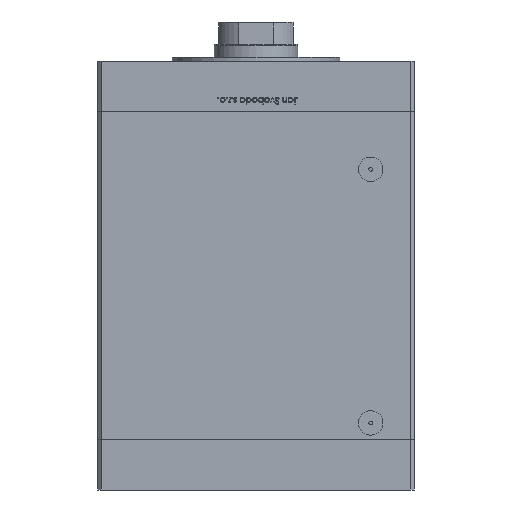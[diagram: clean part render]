
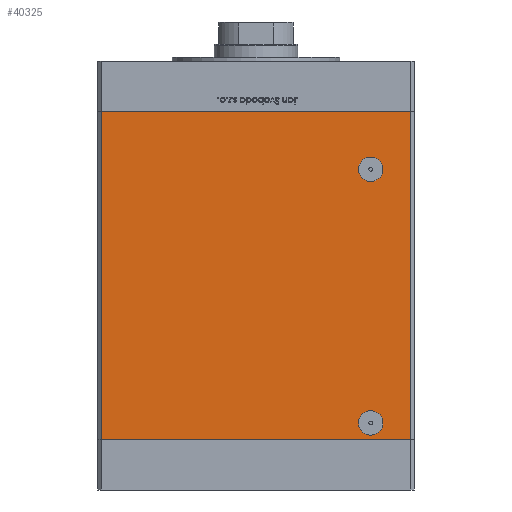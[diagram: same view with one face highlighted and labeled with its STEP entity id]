
A CAD part, front view. The second image highlights one B-rep face of the part: STEP entity #40325.
In plain terms, the highlighted planar face has unit normal (0, -1, 0).
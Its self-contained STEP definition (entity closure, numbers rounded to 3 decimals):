
#234 = AXIS2_PLACEMENT_3D ( 'NONE', #36847, #28446, #44501 ) ;
#461 = CARTESIAN_POINT ( 'NONE',  ( 61.5, -72.5, 138.42 ) ) ;
#1234 = DIRECTION ( 'NONE',  ( 0., 0., -1. ) ) ;
#1615 = DIRECTION ( 'NONE',  ( 0., -1., 0. ) ) ;
#1839 = ORIENTED_EDGE ( 'NONE', *, *, #50683, .F. ) ;
#4610 = DIRECTION ( 'NONE',  ( 0., 1., 0. ) ) ;
#5345 = EDGE_CURVE ( 'NONE', #28692, #46639, #32261, .T. ) ;
#5605 = VECTOR ( 'NONE', #41816, 1000. ) ;
#7461 = DIRECTION ( 'NONE',  ( 0., 1., 0. ) ) ;
#8026 = DIRECTION ( 'NONE',  ( 0., 0., -1. ) ) ;
#8451 = ORIENTED_EDGE ( 'NONE', *, *, #46877, .T. ) ;
#13515 = DIRECTION ( 'NONE',  ( 0., 0., -1. ) ) ;
#14210 = CARTESIAN_POINT ( 'NONE',  ( 61.5, -72.5, 2.42 ) ) ;
#14299 = CIRCLE ( 'NONE', #26974, 6.58 ) ;
#15870 = EDGE_LOOP ( 'NONE', ( #42936, #1839, #27499, #8451 ) ) ;
#16547 = CARTESIAN_POINT ( 'NONE',  ( 83., -72.5, 176. ) ) ;
#19591 = FACE_BOUND ( 'NONE', #35499, .T. ) ;
#19843 = PLANE ( 'NONE',  #45336 ) ;
#20229 = CARTESIAN_POINT ( 'NONE',  ( -83., -72.5, 176. ) ) ;
#20656 = VERTEX_POINT ( 'NONE', #16547 ) ;
#20870 = CARTESIAN_POINT ( 'NONE',  ( 61.5, -72.5, 9. ) ) ;
#21010 = ORIENTED_EDGE ( 'NONE', *, *, #30242, .F. ) ;
#21069 = VECTOR ( 'NONE', #1234, 1000. ) ;
#21406 = DIRECTION ( 'NONE',  ( 0., 1., 0. ) ) ;
#21642 = DIRECTION ( 'NONE',  ( 1., 0., 0. ) ) ;
#23526 = CARTESIAN_POINT ( 'NONE',  ( -83., -72.5, 0. ) ) ;
#24852 = CARTESIAN_POINT ( 'NONE',  ( 61.5, -72.5, 145. ) ) ;
#25622 = DIRECTION ( 'NONE',  ( 0., 0., -1. ) ) ;
#26649 = CARTESIAN_POINT ( 'NONE',  ( 61.5, -72.5, 15.58 ) ) ;
#26807 = ORIENTED_EDGE ( 'NONE', *, *, #31186, .T. ) ;
#26974 = AXIS2_PLACEMENT_3D ( 'NONE', #24852, #21406, #40913 ) ;
#27499 = ORIENTED_EDGE ( 'NONE', *, *, #28673, .F. ) ;
#28446 = DIRECTION ( 'NONE',  ( 0., -1., 0. ) ) ;
#28673 = EDGE_CURVE ( 'NONE', #38547, #20656, #46136, .T. ) ;
#28692 = VERTEX_POINT ( 'NONE', #26649 ) ;
#29088 = CARTESIAN_POINT ( 'NONE',  ( -83., -72.5, 176. ) ) ;
#29279 = VECTOR ( 'NONE', #21642, 1000. ) ;
#30242 = EDGE_CURVE ( 'NONE', #46639, #28692, #35224, .T. ) ;
#30699 = VERTEX_POINT ( 'NONE', #51343 ) ;
#30957 = FACE_BOUND ( 'NONE', #43959, .T. ) ;
#31073 = EDGE_CURVE ( 'NONE', #37886, #34529, #46543, .T. ) ;
#31186 = EDGE_CURVE ( 'NONE', #41036, #30699, #35085, .T. ) ;
#31385 = ORIENTED_EDGE ( 'NONE', *, *, #44748, .T. ) ;
#32261 = CIRCLE ( 'NONE', #234, 6.58 ) ;
#32295 = CARTESIAN_POINT ( 'NONE',  ( 61.5, -72.5, 145. ) ) ;
#32635 = CARTESIAN_POINT ( 'NONE',  ( 83., -72.5, 0. ) ) ;
#34089 = LINE ( 'NONE', #45409, #38868 ) ;
#34529 = VERTEX_POINT ( 'NONE', #32635 ) ;
#35085 = CIRCLE ( 'NONE', #48529, 6.58 ) ;
#35224 = CIRCLE ( 'NONE', #36031, 6.58 ) ;
#35499 = EDGE_LOOP ( 'NONE', ( #26807, #31385 ) ) ;
#36031 = AXIS2_PLACEMENT_3D ( 'NONE', #20870, #1615, #25622 ) ;
#36726 = ORIENTED_EDGE ( 'NONE', *, *, #5345, .F. ) ;
#36847 = CARTESIAN_POINT ( 'NONE',  ( 61.5, -72.5, 9. ) ) ;
#37592 = CARTESIAN_POINT ( 'NONE',  ( -83., -72.5, 0. ) ) ;
#37886 = VERTEX_POINT ( 'NONE', #23526 ) ;
#38547 = VERTEX_POINT ( 'NONE', #29088 ) ;
#38868 = VECTOR ( 'NONE', #13515, 1000. ) ;
#39876 = FACE_OUTER_BOUND ( 'NONE', #15870, .T. ) ;
#40325 = ADVANCED_FACE ( 'NONE', ( #30957, #39876, #19591 ), #19843, .F. ) ;
#40913 = DIRECTION ( 'NONE',  ( 0., 0., -1. ) ) ;
#41036 = VERTEX_POINT ( 'NONE', #461 ) ;
#41816 = DIRECTION ( 'NONE',  ( 1., 0., 0. ) ) ;
#42809 = DIRECTION ( 'NONE',  ( 0., 0., 1. ) ) ;
#42936 = ORIENTED_EDGE ( 'NONE', *, *, #31073, .T. ) ;
#43959 = EDGE_LOOP ( 'NONE', ( #21010, #36726 ) ) ;
#44501 = DIRECTION ( 'NONE',  ( 0., 0., -1. ) ) ;
#44748 = EDGE_CURVE ( 'NONE', #30699, #41036, #14299, .T. ) ;
#45336 = AXIS2_PLACEMENT_3D ( 'NONE', #51229, #7461, #42809 ) ;
#45409 = CARTESIAN_POINT ( 'NONE',  ( 83., -72.5, 176. ) ) ;
#46136 = LINE ( 'NONE', #50360, #29279 ) ;
#46543 = LINE ( 'NONE', #37592, #5605 ) ;
#46639 = VERTEX_POINT ( 'NONE', #14210 ) ;
#46877 = EDGE_CURVE ( 'NONE', #38547, #37886, #48428, .T. ) ;
#48428 = LINE ( 'NONE', #20229, #21069 ) ;
#48529 = AXIS2_PLACEMENT_3D ( 'NONE', #32295, #4610, #8026 ) ;
#50360 = CARTESIAN_POINT ( 'NONE',  ( -83., -72.5, 176. ) ) ;
#50683 = EDGE_CURVE ( 'NONE', #20656, #34529, #34089, .T. ) ;
#51229 = CARTESIAN_POINT ( 'NONE',  ( -83., -72.5, 176. ) ) ;
#51343 = CARTESIAN_POINT ( 'NONE',  ( 61.5, -72.5, 151.58 ) ) ;
